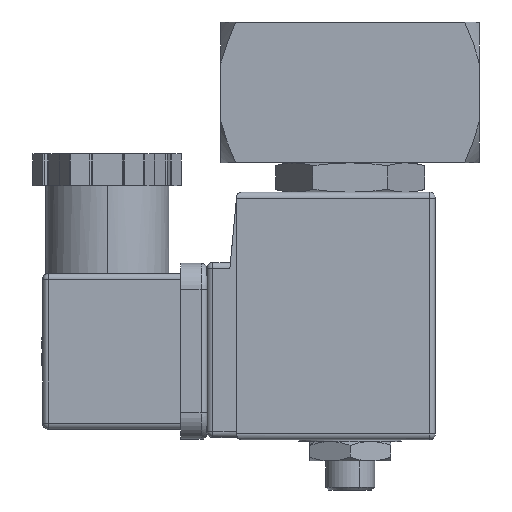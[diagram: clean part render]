
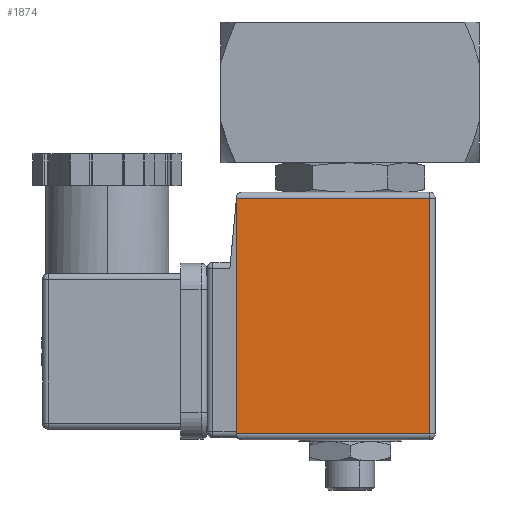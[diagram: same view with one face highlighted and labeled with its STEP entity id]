
A CAD part, front view. The second image highlights one B-rep face of the part: STEP entity #1874.
In plain terms, the highlighted planar face has unit normal (0, -1, 0).
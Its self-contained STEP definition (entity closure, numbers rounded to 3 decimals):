
#2 = DIRECTION ( 'NONE',  ( -1., 0., 0. ) ) ;
#316 = EDGE_LOOP ( 'NONE', ( #7114, #6670, #5634, #7671 ) ) ;
#321 = VECTOR ( 'NONE', #3256, 1000. ) ;
#334 = DIRECTION ( 'NONE',  ( -1., 0., 0. ) ) ;
#619 = CARTESIAN_POINT ( 'NONE',  ( 2.6, -14.95, -18. ) ) ;
#776 = EDGE_CURVE ( 'NONE', #5914, #1133, #2484, .T. ) ;
#816 = CARTESIAN_POINT ( 'NONE',  ( 2.6, -14.95, -18. ) ) ;
#863 = DIRECTION ( 'NONE',  ( 0., 1., 0. ) ) ;
#969 = VERTEX_POINT ( 'NONE', #1643 ) ;
#1133 = VERTEX_POINT ( 'NONE', #816 ) ;
#1402 = AXIS2_PLACEMENT_3D ( 'NONE', #3581, #863, #334 ) ;
#1643 = CARTESIAN_POINT ( 'NONE',  ( 35.5, -14.95, -58.2 ) ) ;
#1835 = CARTESIAN_POINT ( 'NONE',  ( 35.5, -14.95, -17. ) ) ;
#1874 = ADVANCED_FACE ( 'NONE', ( #4357 ), #4085, .F. ) ;
#1920 = EDGE_CURVE ( 'NONE', #969, #5914, #7082, .T. ) ;
#2484 = LINE ( 'NONE', #619, #3946 ) ;
#3044 = CARTESIAN_POINT ( 'NONE',  ( 2.6, -14.95, -58.2 ) ) ;
#3196 = EDGE_CURVE ( 'NONE', #3626, #969, #8024, .T. ) ;
#3256 = DIRECTION ( 'NONE',  ( 0., 0., 1. ) ) ;
#3429 = LINE ( 'NONE', #7009, #321 ) ;
#3581 = CARTESIAN_POINT ( 'NONE',  ( 36.5, -14.95, -17. ) ) ;
#3626 = VERTEX_POINT ( 'NONE', #3044 ) ;
#3787 = CARTESIAN_POINT ( 'NONE',  ( 36.5, -14.95, -58.2 ) ) ;
#3946 = VECTOR ( 'NONE', #2, 1000. ) ;
#4085 = PLANE ( 'NONE',  #1402 ) ;
#4314 = DIRECTION ( 'NONE',  ( 0., 0., 1. ) ) ;
#4357 = FACE_OUTER_BOUND ( 'NONE', #316, .T. ) ;
#4720 = VECTOR ( 'NONE', #6869, 1000. ) ;
#5617 = EDGE_CURVE ( 'NONE', #3626, #1133, #3429, .T. ) ;
#5634 = ORIENTED_EDGE ( 'NONE', *, *, #1920, .T. ) ;
#5914 = VERTEX_POINT ( 'NONE', #6645 ) ;
#6645 = CARTESIAN_POINT ( 'NONE',  ( 35.5, -14.95, -18. ) ) ;
#6670 = ORIENTED_EDGE ( 'NONE', *, *, #3196, .T. ) ;
#6869 = DIRECTION ( 'NONE',  ( 1., 0., 0. ) ) ;
#6885 = VECTOR ( 'NONE', #4314, 1000. ) ;
#7009 = CARTESIAN_POINT ( 'NONE',  ( 2.6, -14.95, -59.2 ) ) ;
#7082 = LINE ( 'NONE', #1835, #6885 ) ;
#7114 = ORIENTED_EDGE ( 'NONE', *, *, #5617, .F. ) ;
#7671 = ORIENTED_EDGE ( 'NONE', *, *, #776, .T. ) ;
#8024 = LINE ( 'NONE', #3787, #4720 ) ;
